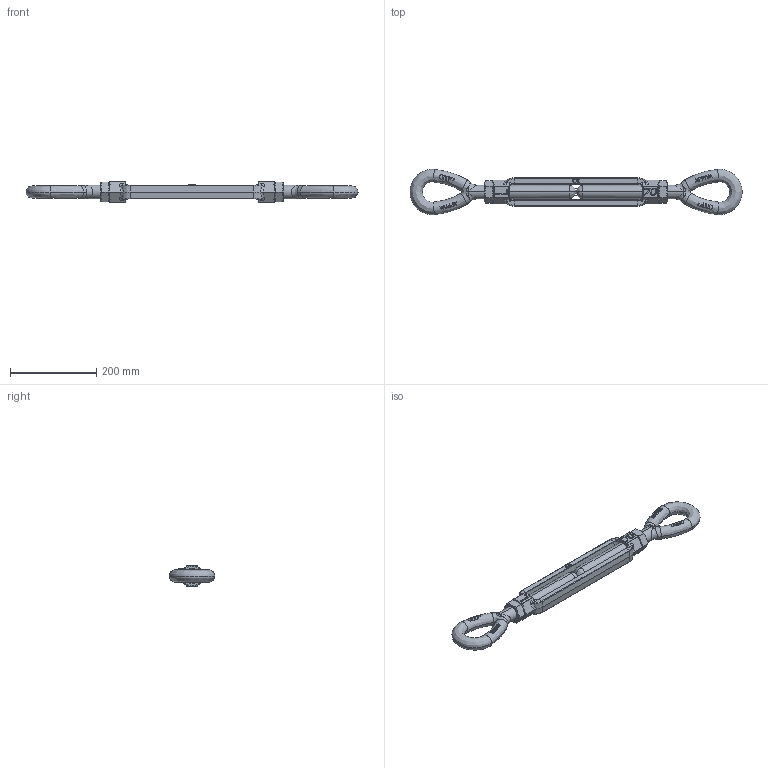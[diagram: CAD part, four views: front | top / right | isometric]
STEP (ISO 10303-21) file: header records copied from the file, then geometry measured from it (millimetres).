
FILE_DESCRIPTION(('STEP AP214'),'1');
FILE_NAME('ssgpoo3212.stp','2017-03-31T06:48:52',('TraceParts'),('TraceParts S.A.'),'Spatial InterOp 3D',' ',' ');
FILE_SCHEMA(('automotive_design'));
Length unit declared in the file: millimetre
Products named in the file (8): ssgpoo3212_1; ssgpoo3212_2; ssgpoo3212_3; ssgpoo3212_4; ssgpoo3212_5; ssgpoo3212_6; ssgpoo3212_7; ssgpoo3212_8
Bounding box: 769.61 x 104.71 x 49 mm (x, y, z)
Volume: 1189701.1 mm3; surface area: 199419.7 mm2
Topology: 8 solids, 8 shells, 615 faces, 1565 edges, 978 vertices
Faces by surface type: plane 259, bspline 188, cylinder 118, cone 50
Entity records: 65848 total; most frequent: CARTESIAN_POINT 47948, ORIENTED_EDGE 3106, DIRECTION 1953, EDGE_CURVE 1553, VERTEX_POINT 978, AXIS2_PLACEMENT_3D 666, EDGE_LOOP 651, B_SPLINE_CURVE_WITH_KNOTS 651
